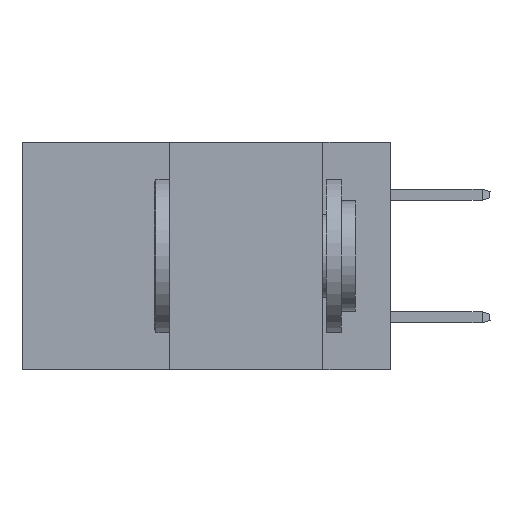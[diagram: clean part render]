
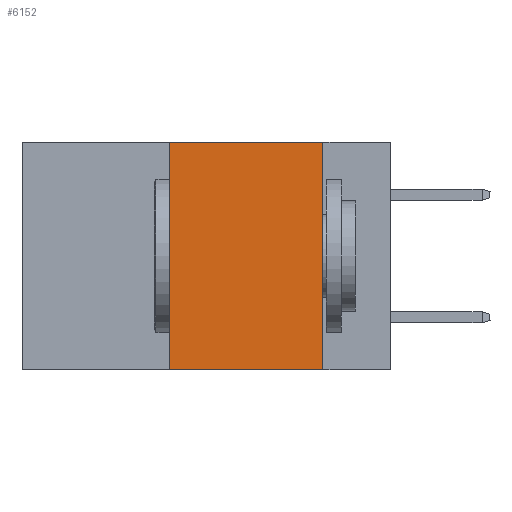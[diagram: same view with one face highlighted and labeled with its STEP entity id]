
A CAD part, left-side view. The second image highlights one B-rep face of the part: STEP entity #6152.
In plain terms, the highlighted planar face has unit normal (-1, 0, 0).
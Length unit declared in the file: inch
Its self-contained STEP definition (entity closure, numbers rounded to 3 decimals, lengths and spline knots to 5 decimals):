
#959 = LINE ( 'NONE', #9676, #12902 ) ;
#1043 = VECTOR ( 'NONE', #1846, 39.37008 ) ;
#1386 = LINE ( 'NONE', #11823, #1043 ) ;
#1778 = VERTEX_POINT ( 'NONE', #3484 ) ;
#1846 = DIRECTION ( 'NONE',  ( 0., 0., -1. ) ) ;
#1895 = EDGE_CURVE ( 'NONE', #6946, #13415, #1386, .T. ) ;
#2118 = CARTESIAN_POINT ( 'NONE',  ( 0., 0.6, 0. ) ) ;
#2635 = DIRECTION ( 'NONE',  ( 1., 0., 0. ) ) ;
#2917 = CARTESIAN_POINT ( 'NONE',  ( 0., 0.36, 0. ) ) ;
#3484 = CARTESIAN_POINT ( 'NONE',  ( 0., 0.36, -0.37 ) ) ;
#3640 = ORIENTED_EDGE ( 'NONE', *, *, #5547, .F. ) ;
#3981 = DIRECTION ( 'NONE',  ( 0., -1., 0. ) ) ;
#4536 = FACE_OUTER_BOUND ( 'NONE', #8776, .T. ) ;
#4558 = ORIENTED_EDGE ( 'NONE', *, *, #9748, .F. ) ;
#5019 = CARTESIAN_POINT ( 'NONE',  ( 0., 0.6, -0.37 ) ) ;
#5547 = EDGE_CURVE ( 'NONE', #6931, #6946, #959, .T. ) ;
#6152 = ADVANCED_FACE ( 'NONE', ( #4536 ), #13160, .F. ) ;
#6931 = VERTEX_POINT ( 'NONE', #12651 ) ;
#6946 = VERTEX_POINT ( 'NONE', #11383 ) ;
#7800 = EDGE_CURVE ( 'NONE', #1778, #13415, #12906, .T. ) ;
#8017 = AXIS2_PLACEMENT_3D ( 'NONE', #2118, #2635, #14011 ) ;
#8068 = VECTOR ( 'NONE', #3981, 39.37008 ) ;
#8776 = EDGE_LOOP ( 'NONE', ( #9978, #3640, #4558, #11029 ) ) ;
#9074 = CARTESIAN_POINT ( 'NONE',  ( 0., 0.11, -0.37 ) ) ;
#9379 = LINE ( 'NONE', #2917, #12999 ) ;
#9676 = CARTESIAN_POINT ( 'NONE',  ( 0., 0.6, 0. ) ) ;
#9748 = EDGE_CURVE ( 'NONE', #1778, #6931, #9379, .T. ) ;
#9764 = DIRECTION ( 'NONE',  ( 0., -1., 0. ) ) ;
#9978 = ORIENTED_EDGE ( 'NONE', *, *, #1895, .F. ) ;
#10721 = DIRECTION ( 'NONE',  ( 0., 0., 1. ) ) ;
#11029 = ORIENTED_EDGE ( 'NONE', *, *, #7800, .T. ) ;
#11383 = CARTESIAN_POINT ( 'NONE',  ( 0., 0.11, 0. ) ) ;
#11823 = CARTESIAN_POINT ( 'NONE',  ( 0., 0.11, 0. ) ) ;
#12651 = CARTESIAN_POINT ( 'NONE',  ( 0., 0.36, 0. ) ) ;
#12902 = VECTOR ( 'NONE', #9764, 39.37008 ) ;
#12906 = LINE ( 'NONE', #5019, #8068 ) ;
#12999 = VECTOR ( 'NONE', #10721, 39.37008 ) ;
#13160 = PLANE ( 'NONE',  #8017 ) ;
#13415 = VERTEX_POINT ( 'NONE', #9074 ) ;
#14011 = DIRECTION ( 'NONE',  ( 0., 0., -1. ) ) ;
